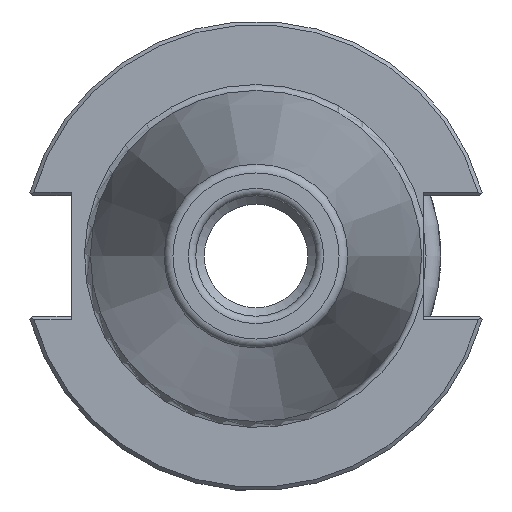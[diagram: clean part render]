
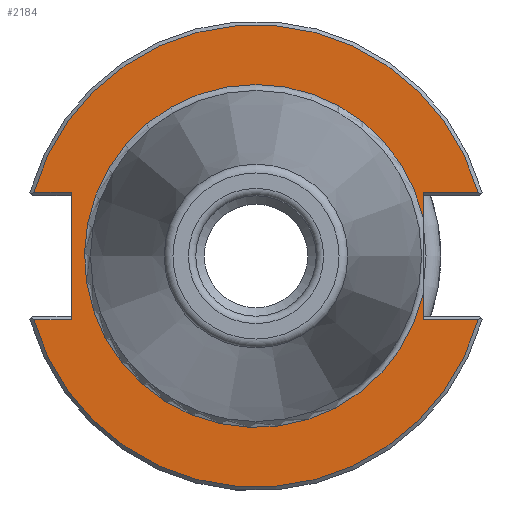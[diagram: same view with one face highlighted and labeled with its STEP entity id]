
A CAD part, left-side view. The second image highlights one B-rep face of the part: STEP entity #2184.
In plain terms, the highlighted planar face has unit normal (-1, 0, 0).
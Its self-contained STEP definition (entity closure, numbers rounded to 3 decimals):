
#91=CIRCLE('',#2322,23.2);
#92=CIRCLE('',#2323,23.2);
#93=CIRCLE('',#2324,31.275);
#94=CIRCLE('',#2325,31.275);
#279=FACE_OUTER_BOUND('',#395,.T.);
#395=EDGE_LOOP('',(#1441,#1442,#1443,#1444,#1445,#1446,#1447,#1448,#1449,
#1450,#1451));
#569=LINE('',#3249,#691);
#576=LINE('',#3310,#698);
#580=LINE('',#3318,#702);
#581=LINE('',#3323,#703);
#582=LINE('',#3327,#704);
#583=LINE('',#3329,#705);
#584=LINE('',#3331,#706);
#691=VECTOR('',#2590,10.);
#698=VECTOR('',#2603,10.);
#702=VECTOR('',#2609,10.);
#703=VECTOR('',#2614,10.);
#704=VECTOR('',#2617,10.);
#705=VECTOR('',#2618,10.);
#706=VECTOR('',#2619,10.);
#813=VERTEX_POINT('',#3246);
#814=VERTEX_POINT('',#3248);
#826=VERTEX_POINT('',#3305);
#827=VERTEX_POINT('',#3309);
#830=VERTEX_POINT('',#3317);
#831=VERTEX_POINT('',#3319);
#832=VERTEX_POINT('',#3321);
#833=VERTEX_POINT('',#3324);
#834=VERTEX_POINT('',#3326);
#835=VERTEX_POINT('',#3328);
#836=VERTEX_POINT('',#3330);
#1062=EDGE_CURVE('',#813,#814,#569,.T.);
#1077=EDGE_CURVE('',#826,#827,#576,.T.);
#1081=EDGE_CURVE('',#813,#830,#580,.T.);
#1082=EDGE_CURVE('',#830,#831,#91,.T.);
#1083=EDGE_CURVE('',#831,#832,#92,.T.);
#1084=EDGE_CURVE('',#832,#827,#581,.T.);
#1085=EDGE_CURVE('',#833,#826,#93,.T.);
#1086=EDGE_CURVE('',#834,#833,#582,.T.);
#1087=EDGE_CURVE('',#834,#835,#583,.T.);
#1088=EDGE_CURVE('',#836,#835,#584,.T.);
#1089=EDGE_CURVE('',#814,#836,#94,.T.);
#1441=ORIENTED_EDGE('',*,*,#1081,.T.);
#1442=ORIENTED_EDGE('',*,*,#1082,.T.);
#1443=ORIENTED_EDGE('',*,*,#1083,.T.);
#1444=ORIENTED_EDGE('',*,*,#1084,.T.);
#1445=ORIENTED_EDGE('',*,*,#1077,.F.);
#1446=ORIENTED_EDGE('',*,*,#1085,.F.);
#1447=ORIENTED_EDGE('',*,*,#1086,.F.);
#1448=ORIENTED_EDGE('',*,*,#1087,.T.);
#1449=ORIENTED_EDGE('',*,*,#1088,.F.);
#1450=ORIENTED_EDGE('',*,*,#1089,.F.);
#1451=ORIENTED_EDGE('',*,*,#1062,.F.);
#2134=PLANE('',#2321);
#2184=ADVANCED_FACE('',(#279),#2134,.T.);
#2321=AXIS2_PLACEMENT_3D('',#3316,#2607,#2608);
#2322=AXIS2_PLACEMENT_3D('',#3320,#2610,#2611);
#2323=AXIS2_PLACEMENT_3D('',#3322,#2612,#2613);
#2324=AXIS2_PLACEMENT_3D('',#3325,#2615,#2616);
#2325=AXIS2_PLACEMENT_3D('',#3332,#2620,#2621);
#2590=DIRECTION('',(0.,-1.,0.));
#2603=DIRECTION('',(0.,1.,0.));
#2607=DIRECTION('center_axis',(-1.,0.,0.));
#2608=DIRECTION('ref_axis',(0.,0.,1.));
#2609=DIRECTION('',(0.,0.,1.));
#2610=DIRECTION('center_axis',(1.,0.,0.));
#2611=DIRECTION('ref_axis',(0.,0.,-1.));
#2612=DIRECTION('center_axis',(1.,0.,0.));
#2613=DIRECTION('ref_axis',(0.,0.,-1.));
#2614=DIRECTION('',(0.,0.,1.));
#2615=DIRECTION('center_axis',(1.,0.,0.));
#2616=DIRECTION('ref_axis',(0.,0.,-1.));
#2617=DIRECTION('',(0.,1.,0.));
#2618=DIRECTION('',(0.,0.,-1.));
#2619=DIRECTION('',(0.,-1.,0.));
#2620=DIRECTION('center_axis',(1.,0.,0.));
#2621=DIRECTION('ref_axis',(0.,0.,-1.));
#3246=CARTESIAN_POINT('',(3.175,-22.6,-8.65));
#3248=CARTESIAN_POINT('',(3.175,-30.055,-8.65));
#3249=CARTESIAN_POINT('',(3.175,-7.663,-8.65));
#3305=CARTESIAN_POINT('',(3.175,-30.055,8.65));
#3309=CARTESIAN_POINT('',(3.175,-22.6,8.65));
#3310=CARTESIAN_POINT('',(3.175,4.337,8.65));
#3316=CARTESIAN_POINT('Origin',(3.175,31.275,0.));
#3317=CARTESIAN_POINT('',(3.175,-22.6,-5.242));
#3318=CARTESIAN_POINT('',(3.175,-22.6,-4.075));
#3319=CARTESIAN_POINT('',(3.175,0.,23.2));
#3320=CARTESIAN_POINT('Origin',(3.175,0.,0.));
#3321=CARTESIAN_POINT('',(3.175,-22.6,5.242));
#3322=CARTESIAN_POINT('Origin',(3.175,0.,0.));
#3323=CARTESIAN_POINT('',(3.175,-22.6,-4.075));
#3324=CARTESIAN_POINT('',(3.175,30.055,8.65));
#3325=CARTESIAN_POINT('Origin',(3.175,0.,0.));
#3326=CARTESIAN_POINT('',(3.175,25.,8.65));
#3327=CARTESIAN_POINT('',(3.175,35.637,8.65));
#3328=CARTESIAN_POINT('',(3.175,25.,-8.65));
#3329=CARTESIAN_POINT('',(3.175,25.,4.075));
#3330=CARTESIAN_POINT('',(3.175,30.055,-8.65));
#3331=CARTESIAN_POINT('',(3.175,28.137,-8.65));
#3332=CARTESIAN_POINT('Origin',(3.175,0.,0.));
